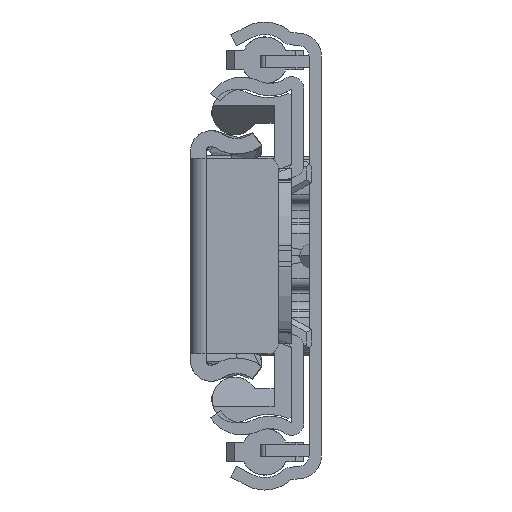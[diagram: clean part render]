
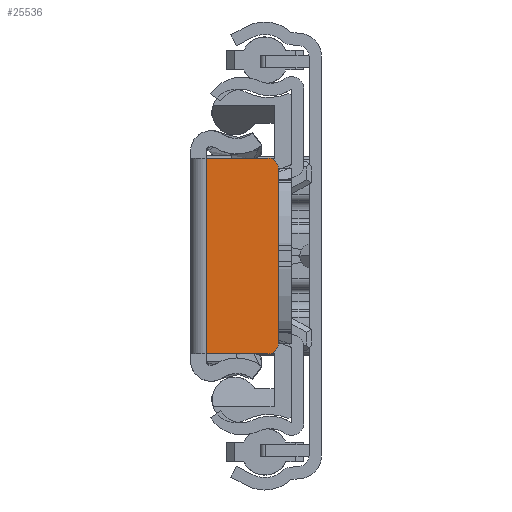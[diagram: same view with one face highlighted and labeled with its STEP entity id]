
A CAD part, left-side view. The second image highlights one B-rep face of the part: STEP entity #25536.
In plain terms, the highlighted planar face has unit normal (-1, 0, 0).
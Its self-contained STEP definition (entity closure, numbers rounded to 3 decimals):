
#23224=DIRECTION('',(0.,0.,1.));
#23225=VECTOR('',#23224,6.);
#23226=CARTESIAN_POINT('',(-3.,-9.5,-6.75));
#23227=LINE('',#23226,#23225);
#23249=CARTESIAN_POINT('',(-3.,-8.5,-6.75));
#23250=DIRECTION('',(-1.,0.,0.));
#23251=DIRECTION('',(0.,0.,-1.));
#23252=AXIS2_PLACEMENT_3D('',#23249,#23250,#23251);
#23280=CARTESIAN_POINT('',(-3.,8.5,-6.75));
#23281=DIRECTION('',(-1.,0.,0.));
#23282=DIRECTION('',(0.,1.,0.));
#23283=AXIS2_PLACEMENT_3D('',#23280,#23281,#23282);
#23394=DIRECTION('',(0.,0.,1.));
#23395=VECTOR('',#23394,6.);
#23396=CARTESIAN_POINT('',(-3.,9.5,-6.75));
#23397=LINE('',#23396,#23395);
#23974=DIRECTION('',(0.,1.,0.));
#23975=VECTOR('',#23974,19.);
#23976=CARTESIAN_POINT('',(-3.,-9.5,-0.75));
#23977=LINE('',#23976,#23975);
#23978=DIRECTION('',(0.,1.,0.));
#23979=VECTOR('',#23978,17.);
#23980=CARTESIAN_POINT('',(-3.,-8.5,-7.75));
#23981=LINE('',#23980,#23979);
#24176=CARTESIAN_POINT('',(-3.,-9.5,-0.75));
#24178=VERTEX_POINT('',#24176);
#24180=CARTESIAN_POINT('',(-3.,9.5,-0.75));
#24182=VERTEX_POINT('',#24180);
#24197=CARTESIAN_POINT('',(-3.,8.5,-7.75));
#24199=VERTEX_POINT('',#24197);
#24202=CARTESIAN_POINT('',(-3.,9.5,-6.75));
#24203=VERTEX_POINT('',#24202);
#24204=CARTESIAN_POINT('',(-3.,-8.5,-7.75));
#24206=VERTEX_POINT('',#24204);
#24208=CARTESIAN_POINT('',(-3.,-9.5,-6.75));
#24209=VERTEX_POINT('',#24208);
#25523=CARTESIAN_POINT('',(-3.,-9.5,-7.75));
#25524=DIRECTION('',(-1.,0.,0.));
#25525=DIRECTION('',(0.,0.,1.));
#25526=AXIS2_PLACEMENT_3D('',#25523,#25524,#25525);
#25527=PLANE('',#25526);
#25528=ORIENTED_EDGE('',*,*,#24421,.F.);
#25529=ORIENTED_EDGE('',*,*,#24521,.T.);
#25530=ORIENTED_EDGE('',*,*,#25516,.F.);
#25531=ORIENTED_EDGE('',*,*,#24367,.F.);
#25532=ORIENTED_EDGE('',*,*,#24388,.F.);
#25533=ORIENTED_EDGE('',*,*,#24403,.T.);
#25534=EDGE_LOOP('',(#25528,#25529,#25530,#25531,#25532,#25533));
#25535=FACE_OUTER_BOUND('',#25534,.F.);
#25536=ADVANCED_FACE('',(#25535),#25527,.T.);
#23253=CIRCLE('',#23252,1.);
#23284=CIRCLE('',#23283,1.);
#24367=EDGE_CURVE('',#24209,#24178,#23227,.T.);
#24388=EDGE_CURVE('',#24206,#24209,#23253,.T.);
#24403=EDGE_CURVE('',#24206,#24199,#23981,.T.);
#24421=EDGE_CURVE('',#24203,#24199,#23284,.T.);
#24521=EDGE_CURVE('',#24203,#24182,#23397,.T.);
#25516=EDGE_CURVE('',#24178,#24182,#23977,.T.);
